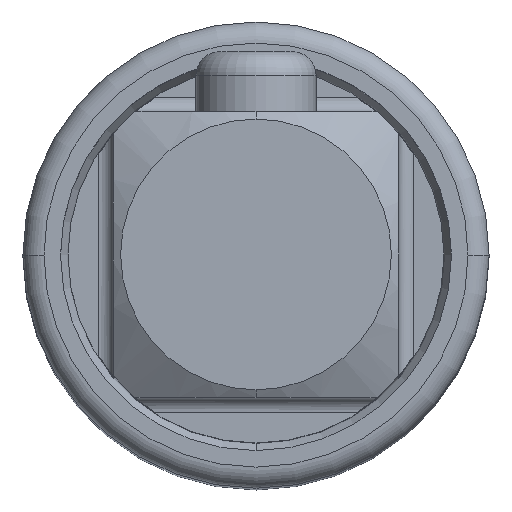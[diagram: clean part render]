
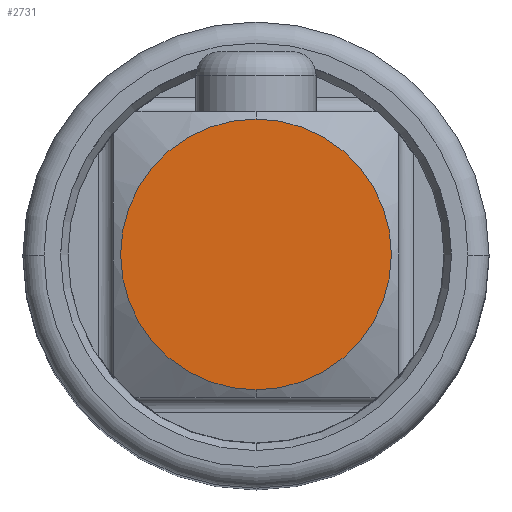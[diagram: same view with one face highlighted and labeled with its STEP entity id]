
A CAD part, top view. The second image highlights one B-rep face of the part: STEP entity #2731.
In plain terms, the highlighted planar face has unit normal (0, 0, 1).
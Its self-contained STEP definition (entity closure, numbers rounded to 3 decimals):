
#1227=CARTESIAN_POINT('',(0.,0.,75.));
#1228=DIRECTION('',(0.,0.,-1.));
#1229=DIRECTION('',(0.,1.,0.));
#1230=AXIS2_PLACEMENT_3D('',#1227,#1228,#1229);
#1235=CARTESIAN_POINT('',(0.,0.,75.));
#1236=DIRECTION('',(0.,0.,-1.));
#1237=DIRECTION('',(0.,-1.,0.));
#1238=AXIS2_PLACEMENT_3D('',#1235,#1236,#1237);
#1687=CARTESIAN_POINT('',(0.,4.5,75.));
#1688=CARTESIAN_POINT('',(0.,-4.5,75.));
#1689=VERTEX_POINT('',#1687);
#1690=VERTEX_POINT('',#1688);
#2721=CARTESIAN_POINT('',(0.,0.,75.));
#2722=DIRECTION('',(0.,0.,1.));
#2723=DIRECTION('',(0.,1.,0.));
#2724=AXIS2_PLACEMENT_3D('',#2721,#2722,#2723);
#2725=PLANE('',#2724);
#2727=ORIENTED_EDGE('',*,*,#2726,.T.);
#2728=ORIENTED_EDGE('',*,*,#2705,.T.);
#2729=EDGE_LOOP('',(#2727,#2728));
#2730=FACE_OUTER_BOUND('',#2729,.F.);
#2731=ADVANCED_FACE('',(#2730),#2725,.T.);
#1231=CIRCLE('',#1230,4.5);
#1239=CIRCLE('',#1238,4.5);
#2705=EDGE_CURVE('',#1690,#1689,#1239,.T.);
#2726=EDGE_CURVE('',#1689,#1690,#1231,.T.);
